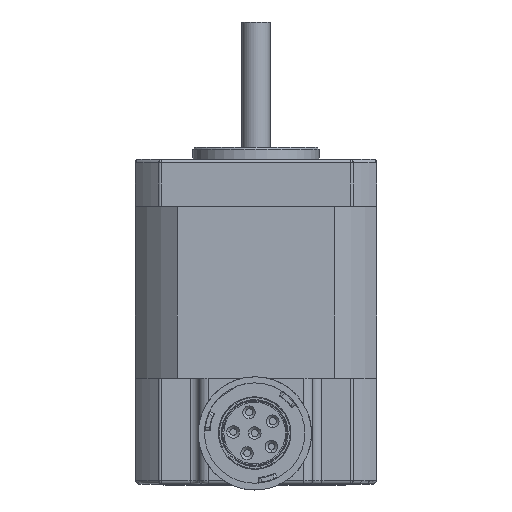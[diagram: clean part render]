
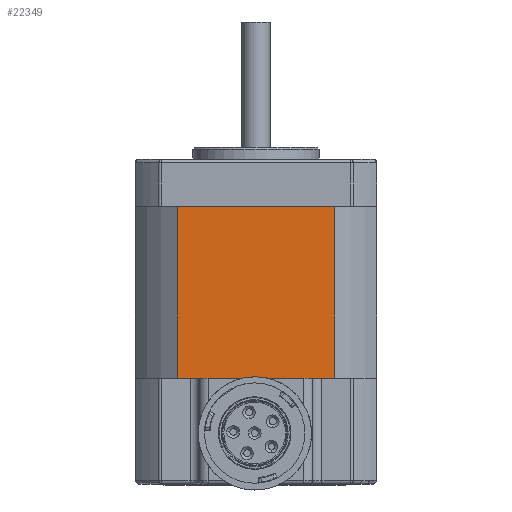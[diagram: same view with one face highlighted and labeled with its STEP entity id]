
A CAD part, front view. The second image highlights one B-rep face of the part: STEP entity #22349.
In plain terms, the highlighted planar face has unit normal (0, -1, 0).
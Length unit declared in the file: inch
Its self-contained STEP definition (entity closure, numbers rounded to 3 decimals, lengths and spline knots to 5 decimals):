
#1459 = VERTEX_POINT ( 'NONE', #36299 ) ;
#1693 = DIRECTION ( 'NONE',  ( 0., 0., 1. ) ) ;
#1914 = ORIENTED_EDGE ( 'NONE', *, *, #53054, .F. ) ;
#2346 = ORIENTED_EDGE ( 'NONE', *, *, #27821, .T. ) ;
#3512 = EDGE_LOOP ( 'NONE', ( #2346, #28001, #1914, #5747 ) ) ;
#3829 = VERTEX_POINT ( 'NONE', #25923 ) ;
#3943 = LINE ( 'NONE', #9504, #33199 ) ;
#5747 = ORIENTED_EDGE ( 'NONE', *, *, #15457, .T. ) ;
#8348 = LINE ( 'NONE', #38571, #15521 ) ;
#8597 = CARTESIAN_POINT ( 'NONE',  ( 2.12585, 1.13718, 3.79441 ) ) ;
#9504 = CARTESIAN_POINT ( 'NONE',  ( 1.58681, 1.13718, 2.61441 ) ) ;
#9663 = LINE ( 'NONE', #15458, #44053 ) ;
#15457 = EDGE_CURVE ( 'NONE', #47738, #3829, #9663, .T. ) ;
#15458 = CARTESIAN_POINT ( 'NONE',  ( 1.04778, 1.13718, 3.79441 ) ) ;
#15521 = VECTOR ( 'NONE', #25809, 39.37008 ) ;
#17705 = PLANE ( 'NONE',  #51998 ) ;
#20012 = DIRECTION ( 'NONE',  ( 1., 0., 0. ) ) ;
#22349 = ADVANCED_FACE ( 'NONE', ( #47867 ), #17705, .F. ) ;
#25447 = EDGE_CURVE ( 'NONE', #27697, #1459, #8348, .T. ) ;
#25809 = DIRECTION ( 'NONE',  ( 0., 0., -1. ) ) ;
#25923 = CARTESIAN_POINT ( 'NONE',  ( 1.04778, 1.13718, 2.61441 ) ) ;
#25970 = VECTOR ( 'NONE', #20012, 39.37008 ) ;
#26549 = DIRECTION ( 'NONE',  ( 0., 1., 0. ) ) ;
#27697 = VERTEX_POINT ( 'NONE', #8597 ) ;
#27821 = EDGE_CURVE ( 'NONE', #3829, #1459, #3943, .T. ) ;
#28001 = ORIENTED_EDGE ( 'NONE', *, *, #25447, .F. ) ;
#30139 = DIRECTION ( 'NONE',  ( 1., 0., 0. ) ) ;
#32163 = CARTESIAN_POINT ( 'NONE',  ( 1.58681, 1.13718, 3.79441 ) ) ;
#33199 = VECTOR ( 'NONE', #30139, 39.37008 ) ;
#36299 = CARTESIAN_POINT ( 'NONE',  ( 2.12585, 1.13718, 2.61441 ) ) ;
#38571 = CARTESIAN_POINT ( 'NONE',  ( 2.12585, 1.13718, 3.79441 ) ) ;
#41667 = CARTESIAN_POINT ( 'NONE',  ( 1.04778, 1.13718, 3.79441 ) ) ;
#42249 = LINE ( 'NONE', #32163, #25970 ) ;
#44053 = VECTOR ( 'NONE', #48686, 39.37008 ) ;
#47738 = VERTEX_POINT ( 'NONE', #41667 ) ;
#47867 = FACE_OUTER_BOUND ( 'NONE', #3512, .T. ) ;
#48686 = DIRECTION ( 'NONE',  ( 0., 0., -1. ) ) ;
#51506 = CARTESIAN_POINT ( 'NONE',  ( 1.58681, 1.13718, 3.79441 ) ) ;
#51998 = AXIS2_PLACEMENT_3D ( 'NONE', #51506, #26549, #1693 ) ;
#53054 = EDGE_CURVE ( 'NONE', #47738, #27697, #42249, .T. ) ;
